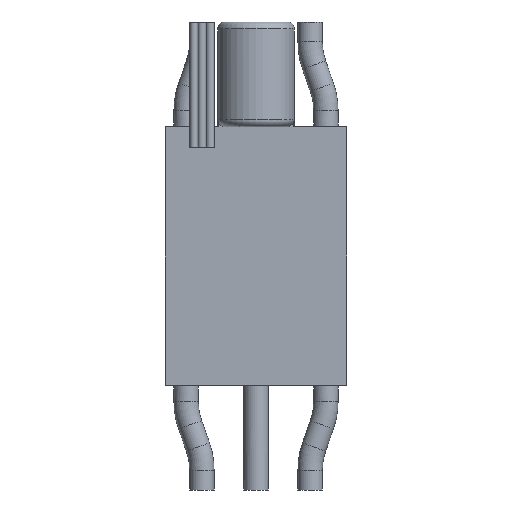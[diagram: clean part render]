
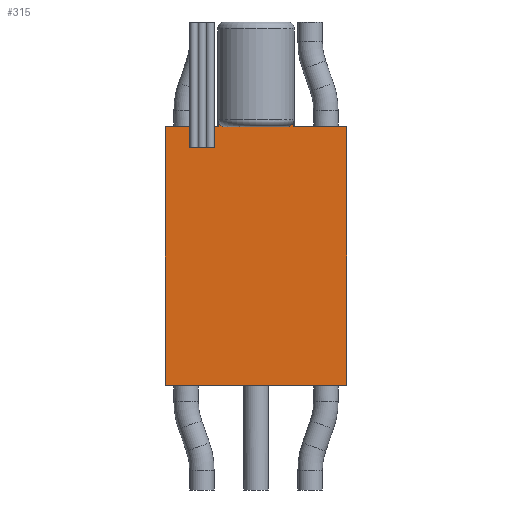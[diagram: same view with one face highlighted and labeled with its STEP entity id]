
A CAD part, front view. The second image highlights one B-rep face of the part: STEP entity #315.
In plain terms, the highlighted planar face has unit normal (0, -1, 0).
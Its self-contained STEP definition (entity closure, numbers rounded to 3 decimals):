
#61 = VERTEX_POINT ( 'NONE', #1193 ) ;
#119 = B_SPLINE_CURVE_WITH_KNOTS ( 'NONE', 3,
 ( #2619, #2633, #2644, #2645, #2646, #2647, #2648, #2649, #2650, #2420 ),
 .UNSPECIFIED., .F., .F.,
 ( 4, 2, 2, 2, 4 ),
 ( 0., 0., 0.001, 0.001, 0.002 ),
 .UNSPECIFIED. ) ;
#122 = B_SPLINE_CURVE_WITH_KNOTS ( 'NONE', 3,
 ( #2631, #2625, #2635, #2636, #2637, #2638, #2639, #2640 ),
 .UNSPECIFIED., .F., .F.,
 ( 4, 2, 2, 4 ),
 ( 0., 0., 0.001, 0.002 ),
 .UNSPECIFIED. ) ;
#196 = VERTEX_POINT ( 'NONE', #1313 ) ;
#202 = VERTEX_POINT ( 'NONE', #1319 ) ;
#203 = VERTEX_POINT ( 'NONE', #1320 ) ;
#205 = VERTEX_POINT ( 'NONE', #1322 ) ;
#207 = VERTEX_POINT ( 'NONE', #1324 ) ;
#208 = VERTEX_POINT ( 'NONE', #1325 ) ;
#209 = VERTEX_POINT ( 'NONE', #1326 ) ;
#210 = VERTEX_POINT ( 'NONE', #1327 ) ;
#211 = VERTEX_POINT ( 'NONE', #1328 ) ;
#315 = ADVANCED_FACE ( 'NONE', ( #1805 ), #1645, .T. ) ;
#404 = EDGE_LOOP ( 'NONE', ( #906, #907, #908, #909, #910, #911, #912, #913, #914, #915 ) ) ;
#771 = EDGE_CURVE ( 'NONE', #61, #207, #2715, .T. ) ;
#776 = EDGE_CURVE ( 'NONE', #211, #205, #2724, .T. ) ;
#784 = EDGE_CURVE ( 'NONE', #209, #202, #2739, .T. ) ;
#786 = EDGE_CURVE ( 'NONE', #207, #211, #2738, .T. ) ;
#787 = EDGE_CURVE ( 'NONE', #202, #61, #2744, .T. ) ;
#788 = EDGE_CURVE ( 'NONE', #203, #208, #2746, .T. ) ;
#789 = EDGE_CURVE ( 'NONE', #203, #196, #122, .T. ) ;
#790 = EDGE_CURVE ( 'NONE', #205, #196, #2748, .T. ) ;
#791 = EDGE_CURVE ( 'NONE', #210, #209, #2742, .T. ) ;
#792 = EDGE_CURVE ( 'NONE', #210, #208, #119, .T. ) ;
#906 = ORIENTED_EDGE ( 'NONE', *, *, #788, .F. ) ;
#907 = ORIENTED_EDGE ( 'NONE', *, *, #789, .T. ) ;
#908 = ORIENTED_EDGE ( 'NONE', *, *, #790, .F. ) ;
#909 = ORIENTED_EDGE ( 'NONE', *, *, #776, .F. ) ;
#910 = ORIENTED_EDGE ( 'NONE', *, *, #786, .F. ) ;
#911 = ORIENTED_EDGE ( 'NONE', *, *, #771, .F. ) ;
#912 = ORIENTED_EDGE ( 'NONE', *, *, #787, .F. ) ;
#913 = ORIENTED_EDGE ( 'NONE', *, *, #784, .F. ) ;
#914 = ORIENTED_EDGE ( 'NONE', *, *, #791, .F. ) ;
#915 = ORIENTED_EDGE ( 'NONE', *, *, #792, .T. ) ;
#1193 = CARTESIAN_POINT ( 'NONE',  ( 13., -1., -18.5 ) ) ;
#1313 = CARTESIAN_POINT ( 'NONE',  ( -5.408, -1., 19.5 ) ) ;
#1319 = CARTESIAN_POINT ( 'NONE',  ( 13., -1., 18.5 ) ) ;
#1320 = CARTESIAN_POINT ( 'NONE',  ( -4.387, -1., 18.5 ) ) ;
#1322 = CARTESIAN_POINT ( 'NONE',  ( -5.408, -1., 18.5 ) ) ;
#1324 = CARTESIAN_POINT ( 'NONE',  ( -13., -1., -18.5 ) ) ;
#1325 = CARTESIAN_POINT ( 'NONE',  ( 4.387, -1., 18.5 ) ) ;
#1326 = CARTESIAN_POINT ( 'NONE',  ( 5.408, -1., 18.5 ) ) ;
#1327 = CARTESIAN_POINT ( 'NONE',  ( 5.408, -1., 19.5 ) ) ;
#1328 = CARTESIAN_POINT ( 'NONE',  ( -13., -1., 18.5 ) ) ;
#1638 = CARTESIAN_POINT ( 'NONE',  ( 0., -1., 0. ) ) ;
#1645 = PLANE ( 'NONE',  #2033 ) ;
#1647 = DIRECTION ( 'NONE',  ( 0., -1., 0. ) ) ;
#1648 = DIRECTION ( 'NONE',  ( 0., 0., -1. ) ) ;
#1805 = FACE_OUTER_BOUND ( 'NONE', #404, .T. ) ;
#2033 = AXIS2_PLACEMENT_3D ( 'NONE', #1638, #1647, #1648 ) ;
#2420 = CARTESIAN_POINT ( 'NONE',  ( 4.387, -1., 18.5 ) ) ;
#2583 = CARTESIAN_POINT ( 'NONE',  ( 13., -1., -18.5 ) ) ;
#2587 = DIRECTION ( 'NONE',  ( -1., 0., 0. ) ) ;
#2595 = CARTESIAN_POINT ( 'NONE',  ( 13., -1., 18.5 ) ) ;
#2599 = DIRECTION ( 'NONE',  ( 1., 0., 0. ) ) ;
#2608 = CARTESIAN_POINT ( 'NONE',  ( 13., -1., 18.5 ) ) ;
#2615 = DIRECTION ( 'NONE',  ( 1., 0., 0. ) ) ;
#2619 = CARTESIAN_POINT ( 'NONE',  ( 5.408, -1., 19.5 ) ) ;
#2620 = CARTESIAN_POINT ( 'NONE',  ( -13., -1., -18.5 ) ) ;
#2625 = CARTESIAN_POINT ( 'NONE',  ( -4.521, -1., 18.5 ) ) ;
#2627 = DIRECTION ( 'NONE',  ( 0., 0., 1. ) ) ;
#2628 = CARTESIAN_POINT ( 'NONE',  ( 13., -1., -18.5 ) ) ;
#2629 = DIRECTION ( 'NONE',  ( 0., 0., -1. ) ) ;
#2630 = CARTESIAN_POINT ( 'NONE',  ( 13., -1., 18.5 ) ) ;
#2631 = CARTESIAN_POINT ( 'NONE',  ( -4.387, -1., 18.5 ) ) ;
#2632 = DIRECTION ( 'NONE',  ( 1., 0., 0. ) ) ;
#2633 = CARTESIAN_POINT ( 'NONE',  ( 5.408, -1., 19.367 ) ) ;
#2634 = CARTESIAN_POINT ( 'NONE',  ( -5.408, -1., 18.5 ) ) ;
#2635 = CARTESIAN_POINT ( 'NONE',  ( -4.652, -1., 18.525 ) ) ;
#2636 = CARTESIAN_POINT ( 'NONE',  ( -4.898, -1., 18.624 ) ) ;
#2637 = CARTESIAN_POINT ( 'NONE',  ( -5.011, -1., 18.697 ) ) ;
#2638 = CARTESIAN_POINT ( 'NONE',  ( -5.295, -1., 18.972 ) ) ;
#2639 = CARTESIAN_POINT ( 'NONE',  ( -5.408, -1., 19.233 ) ) ;
#2640 = CARTESIAN_POINT ( 'NONE',  ( -5.408, -1., 19.5 ) ) ;
#2641 = DIRECTION ( 'NONE',  ( 0., 0., 1. ) ) ;
#2642 = CARTESIAN_POINT ( 'NONE',  ( 5.408, -1., 19.5 ) ) ;
#2643 = DIRECTION ( 'NONE',  ( 0., 0., -1. ) ) ;
#2644 = CARTESIAN_POINT ( 'NONE',  ( 5.381, -1., 19.235 ) ) ;
#2645 = CARTESIAN_POINT ( 'NONE',  ( 5.278, -1., 18.992 ) ) ;
#2646 = CARTESIAN_POINT ( 'NONE',  ( 5.201, -1., 18.881 ) ) ;
#2647 = CARTESIAN_POINT ( 'NONE',  ( 5.012, -1., 18.697 ) ) ;
#2648 = CARTESIAN_POINT ( 'NONE',  ( 4.898, -1., 18.624 ) ) ;
#2649 = CARTESIAN_POINT ( 'NONE',  ( 4.654, -1., 18.526 ) ) ;
#2650 = CARTESIAN_POINT ( 'NONE',  ( 4.521, -1., 18.5 ) ) ;
#2715 = LINE ( 'NONE', #2583, #2723 ) ;
#2723 = VECTOR ( 'NONE', #2587, 1000. ) ;
#2724 = LINE ( 'NONE', #2595, #2731 ) ;
#2731 = VECTOR ( 'NONE', #2599, 1000. ) ;
#2738 = LINE ( 'NONE', #2620, #2745 ) ;
#2739 = LINE ( 'NONE', #2608, #2741 ) ;
#2741 = VECTOR ( 'NONE', #2615, 1000. ) ;
#2742 = LINE ( 'NONE', #2642, #2753 ) ;
#2744 = LINE ( 'NONE', #2628, #2747 ) ;
#2745 = VECTOR ( 'NONE', #2627, 1000. ) ;
#2746 = LINE ( 'NONE', #2630, #2749 ) ;
#2747 = VECTOR ( 'NONE', #2629, 1000. ) ;
#2748 = LINE ( 'NONE', #2634, #2751 ) ;
#2749 = VECTOR ( 'NONE', #2632, 1000. ) ;
#2751 = VECTOR ( 'NONE', #2641, 1000. ) ;
#2753 = VECTOR ( 'NONE', #2643, 1000. ) ;
